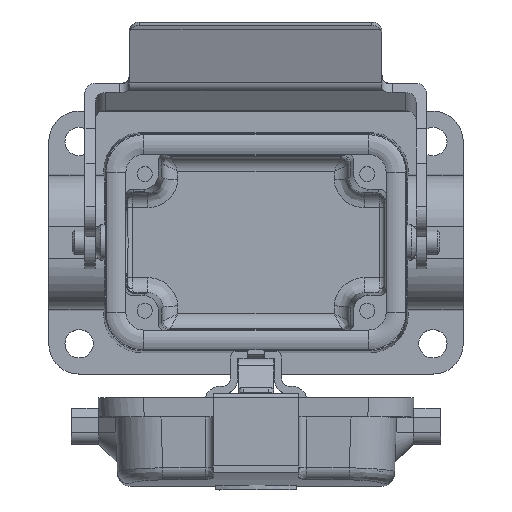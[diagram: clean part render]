
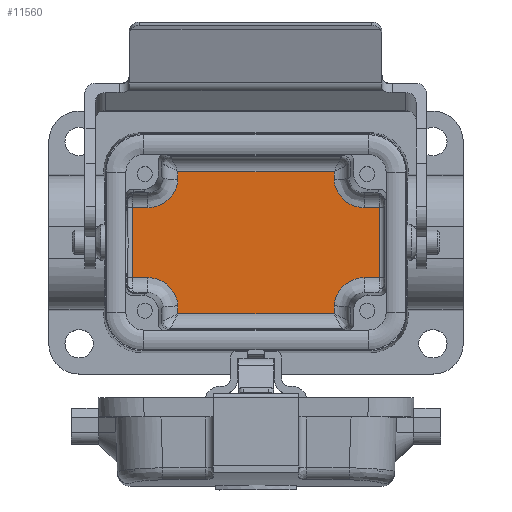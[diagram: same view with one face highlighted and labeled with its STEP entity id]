
A CAD part, top view. The second image highlights one B-rep face of the part: STEP entity #11560.
In plain terms, the highlighted planar face has unit normal (0, 0, 1).
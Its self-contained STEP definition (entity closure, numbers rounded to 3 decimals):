
#11421=CARTESIAN_POINT('',(-25.425,17.75,-35.95));
#11422=DIRECTION('',(0.0,0.0,-1.0));
#11423=DIRECTION('',(-1.0,0.0,0.0));
#11424=AXIS2_PLACEMENT_3D('',#11421,#11422,#11423);
#11425=PLANE('',#11424);
#11426=CARTESIAN_POINT('',(15.436,-12.507,-35.95));
#11427=VERTEX_POINT('',#11426);
#11428=CARTESIAN_POINT('',(21.421,-6.924,-35.95));
#11429=VERTEX_POINT('',#11428);
#11430=CARTESIAN_POINT('',(21.424,-12.925,-35.95));
#11431=DIRECTION('',(0.0,0.0,-1.0));
#11432=DIRECTION('',(-0.843,0.538,0.0));
#11433=AXIS2_PLACEMENT_3D('',#11430,#11431,#11432);
#11434=ELLIPSE('',#11433,6.003,6.);
#11435=EDGE_CURVE('',#11427,#11429,#11434,.T.);
#11436=ORIENTED_EDGE('',*,*,#11435,.T.);
#11437=CARTESIAN_POINT('',(24.441,-6.924,-35.95));
#11438=VERTEX_POINT('',#11437);
#11439=CARTESIAN_POINT('',(21.421,-6.924,-35.95));
#11440=DIRECTION('',(1.0,0.0,0.0));
#11441=VECTOR('',#11440,3.02);
#11442=LINE('',#11439,#11441);
#11443=EDGE_CURVE('',#11429,#11438,#11442,.T.);
#11444=ORIENTED_EDGE('',*,*,#11443,.T.);
#11445=CARTESIAN_POINT('',(24.441,6.924,-35.95));
#11446=VERTEX_POINT('',#11445);
#11447=CARTESIAN_POINT('',(24.441,-6.924,-35.95));
#11448=DIRECTION('',(0.0,1.0,0.0));
#11449=VECTOR('',#11448,13.849);
#11450=LINE('',#11447,#11449);
#11451=EDGE_CURVE('',#11438,#11446,#11450,.T.);
#11452=ORIENTED_EDGE('',*,*,#11451,.T.);
#11453=CARTESIAN_POINT('',(21.421,6.924,-35.95));
#11454=VERTEX_POINT('',#11453);
#11455=CARTESIAN_POINT('',(24.441,6.924,-35.95));
#11456=DIRECTION('',(-1.0,0.0,0.0));
#11457=VECTOR('',#11456,3.02);
#11458=LINE('',#11455,#11457);
#11459=EDGE_CURVE('',#11446,#11454,#11458,.T.);
#11460=ORIENTED_EDGE('',*,*,#11459,.T.);
#11461=CARTESIAN_POINT('',(15.436,12.507,-35.95));
#11462=VERTEX_POINT('',#11461);
#11463=CARTESIAN_POINT('',(21.424,12.925,-35.95));
#11464=DIRECTION('',(0.0,0.0,-1.0));
#11465=DIRECTION('',(0.843,0.538,0.0));
#11466=AXIS2_PLACEMENT_3D('',#11463,#11464,#11465);
#11467=ELLIPSE('',#11466,6.003,6.);
#11468=EDGE_CURVE('',#11454,#11462,#11467,.T.);
#11469=ORIENTED_EDGE('',*,*,#11468,.T.);
#11470=CARTESIAN_POINT('',(15.436,14.041,-35.95));
#11471=VERTEX_POINT('',#11470);
#11472=CARTESIAN_POINT('',(15.436,12.507,-35.95));
#11473=DIRECTION('',(0.0,1.0,0.0));
#11474=VECTOR('',#11473,1.534);
#11475=LINE('',#11472,#11474);
#11476=EDGE_CURVE('',#11462,#11471,#11475,.T.);
#11477=ORIENTED_EDGE('',*,*,#11476,.T.);
#11478=CARTESIAN_POINT('',(-15.436,14.041,-35.95));
#11479=VERTEX_POINT('',#11478);
#11480=CARTESIAN_POINT('',(15.436,14.041,-35.95));
#11481=DIRECTION('',(-1.0,0.0,0.0));
#11482=VECTOR('',#11481,30.872);
#11483=LINE('',#11480,#11482);
#11484=EDGE_CURVE('',#11471,#11479,#11483,.T.);
#11485=ORIENTED_EDGE('',*,*,#11484,.T.);
#11486=CARTESIAN_POINT('',(-15.436,12.507,-35.95));
#11487=VERTEX_POINT('',#11486);
#11488=CARTESIAN_POINT('',(-15.436,14.041,-35.95));
#11489=DIRECTION('',(0.0,-1.0,0.0));
#11490=VECTOR('',#11489,1.534);
#11491=LINE('',#11488,#11490);
#11492=EDGE_CURVE('',#11479,#11487,#11491,.T.);
#11493=ORIENTED_EDGE('',*,*,#11492,.T.);
#11494=CARTESIAN_POINT('',(-21.421,6.924,-35.95));
#11495=VERTEX_POINT('',#11494);
#11496=CARTESIAN_POINT('',(-21.424,12.925,-35.95));
#11497=DIRECTION('',(0.0,0.0,-1.0));
#11498=DIRECTION('',(0.843,-0.538,0.0));
#11499=AXIS2_PLACEMENT_3D('',#11496,#11497,#11498);
#11500=ELLIPSE('',#11499,6.003,6.);
#11501=EDGE_CURVE('',#11487,#11495,#11500,.T.);
#11502=ORIENTED_EDGE('',*,*,#11501,.T.);
#11503=CARTESIAN_POINT('',(-24.441,6.924,-35.95));
#11504=VERTEX_POINT('',#11503);
#11505=CARTESIAN_POINT('',(-21.421,6.924,-35.95));
#11506=DIRECTION('',(-1.0,0.0,0.0));
#11507=VECTOR('',#11506,3.02);
#11508=LINE('',#11505,#11507);
#11509=EDGE_CURVE('',#11495,#11504,#11508,.T.);
#11510=ORIENTED_EDGE('',*,*,#11509,.T.);
#11511=CARTESIAN_POINT('',(-24.441,-6.924,-35.95));
#11512=VERTEX_POINT('',#11511);
#11513=CARTESIAN_POINT('',(-24.441,6.924,-35.95));
#11514=DIRECTION('',(0.0,-1.0,0.0));
#11515=VECTOR('',#11514,13.849);
#11516=LINE('',#11513,#11515);
#11517=EDGE_CURVE('',#11504,#11512,#11516,.T.);
#11518=ORIENTED_EDGE('',*,*,#11517,.T.);
#11519=CARTESIAN_POINT('',(-21.421,-6.924,-35.95));
#11520=VERTEX_POINT('',#11519);
#11521=CARTESIAN_POINT('',(-24.441,-6.924,-35.95));
#11522=DIRECTION('',(1.0,0.0,0.0));
#11523=VECTOR('',#11522,3.02);
#11524=LINE('',#11521,#11523);
#11525=EDGE_CURVE('',#11512,#11520,#11524,.T.);
#11526=ORIENTED_EDGE('',*,*,#11525,.T.);
#11527=CARTESIAN_POINT('',(-15.436,-12.507,-35.95));
#11528=VERTEX_POINT('',#11527);
#11529=CARTESIAN_POINT('',(-21.424,-12.925,-35.95));
#11530=DIRECTION('',(0.0,0.0,-1.0));
#11531=DIRECTION('',(-0.843,-0.538,0.0));
#11532=AXIS2_PLACEMENT_3D('',#11529,#11530,#11531);
#11533=ELLIPSE('',#11532,6.003,6.);
#11534=EDGE_CURVE('',#11520,#11528,#11533,.T.);
#11535=ORIENTED_EDGE('',*,*,#11534,.T.);
#11536=CARTESIAN_POINT('',(-15.436,-14.041,-35.95));
#11537=VERTEX_POINT('',#11536);
#11538=CARTESIAN_POINT('',(-15.436,-12.507,-35.95));
#11539=DIRECTION('',(0.0,-1.0,0.0));
#11540=VECTOR('',#11539,1.534);
#11541=LINE('',#11538,#11540);
#11542=EDGE_CURVE('',#11528,#11537,#11541,.T.);
#11543=ORIENTED_EDGE('',*,*,#11542,.T.);
#11544=CARTESIAN_POINT('',(15.436,-14.041,-35.95));
#11545=VERTEX_POINT('',#11544);
#11546=CARTESIAN_POINT('',(-15.436,-14.041,-35.95));
#11547=DIRECTION('',(1.0,0.0,0.0));
#11548=VECTOR('',#11547,30.872);
#11549=LINE('',#11546,#11548);
#11550=EDGE_CURVE('',#11537,#11545,#11549,.T.);
#11551=ORIENTED_EDGE('',*,*,#11550,.T.);
#11552=CARTESIAN_POINT('',(15.436,-14.041,-35.95));
#11553=DIRECTION('',(0.0,1.0,0.0));
#11554=VECTOR('',#11553,1.534);
#11555=LINE('',#11552,#11554);
#11556=EDGE_CURVE('',#11545,#11427,#11555,.T.);
#11557=ORIENTED_EDGE('',*,*,#11556,.T.);
#11558=EDGE_LOOP('',(#11436,#11444,#11452,#11460,#11469,#11477,#11485,#11493,#11502,#11510,#11518,#11526,#11535,#11543,#11551,#11557));
#11559=FACE_OUTER_BOUND('',#11558,.T.);
#11560=ADVANCED_FACE('',(#11559),#11425,.F.);
